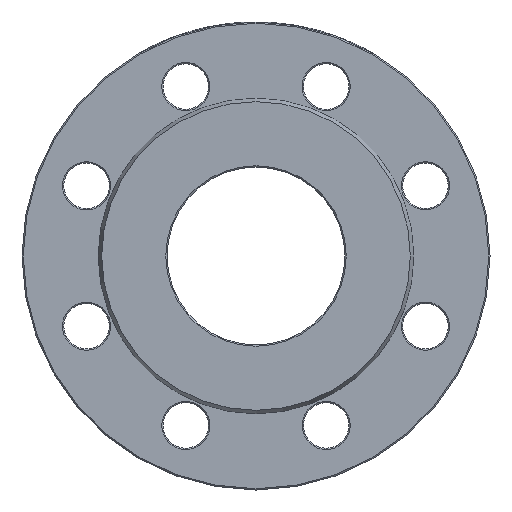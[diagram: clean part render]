
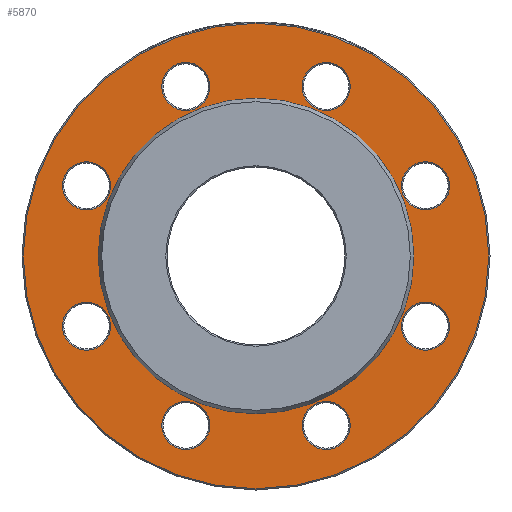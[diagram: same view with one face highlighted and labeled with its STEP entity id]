
A CAD part, left-side view. The second image highlights one B-rep face of the part: STEP entity #5870.
In plain terms, the highlighted planar face has unit normal (-1, 0, 0).
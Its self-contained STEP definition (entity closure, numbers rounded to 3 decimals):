
#89 = CARTESIAN_POINT ( 'NONE',  ( 3., -37.245, -66.981 ) ) ;
#105 = CIRCLE ( 'NONE', #587, 92. ) ;
#121 = EDGE_LOOP ( 'NONE', ( #474 ) ) ;
#167 = CARTESIAN_POINT ( 'NONE',  ( 3., -66.981, 37.245 ) ) ;
#201 = CARTESIAN_POINT ( 'NONE',  ( 3., 66.981, -37.245 ) ) ;
#276 = EDGE_CURVE ( 'NONE', #2917, #2917, #105, .T. ) ;
#342 = ORIENTED_EDGE ( 'NONE', *, *, #7177, .T. ) ;
#398 = CIRCLE ( 'NONE', #1243, 9.5 ) ;
#474 = ORIENTED_EDGE ( 'NONE', *, *, #6158, .T. ) ;
#559 = DIRECTION ( 'NONE',  ( 1., 0., 0. ) ) ;
#587 = AXIS2_PLACEMENT_3D ( 'NONE', #5277, #5888, #3595 ) ;
#780 = CARTESIAN_POINT ( 'NONE',  ( 3., -73.699, -21.027 ) ) ;
#902 = EDGE_LOOP ( 'NONE', ( #342 ) ) ;
#1012 = DIRECTION ( 'NONE',  ( 1., 0., 0. ) ) ;
#1243 = AXIS2_PLACEMENT_3D ( 'NONE', #1831, #4698, #1680 ) ;
#1272 = VERTEX_POINT ( 'NONE', #7197 ) ;
#1310 = AXIS2_PLACEMENT_3D ( 'NONE', #6259, #1012, #2848 ) ;
#1533 = ORIENTED_EDGE ( 'NONE', *, *, #2416, .T. ) ;
#1569 = ORIENTED_EDGE ( 'NONE', *, *, #276, .T. ) ;
#1650 = ORIENTED_EDGE ( 'NONE', *, *, #4996, .T. ) ;
#1665 = CARTESIAN_POINT ( 'NONE',  ( 3., 27.745, 66.981 ) ) ;
#1680 = DIRECTION ( 'NONE',  ( 0., -1., 0. ) ) ;
#1686 = CIRCLE ( 'NONE', #1310, 9.5 ) ;
#1692 = EDGE_LOOP ( 'NONE', ( #2910 ) ) ;
#1706 = CARTESIAN_POINT ( 'NONE',  ( 3., 37.245, 66.981 ) ) ;
#1729 = FACE_BOUND ( 'NONE', #7322, .T. ) ;
#1831 = CARTESIAN_POINT ( 'NONE',  ( 3., -27.745, -66.981 ) ) ;
#1835 = FACE_OUTER_BOUND ( 'NONE', #6844, .T. ) ;
#1853 = VERTEX_POINT ( 'NONE', #201 ) ;
#1875 = FACE_BOUND ( 'NONE', #4370, .T. ) ;
#1925 = CARTESIAN_POINT ( 'NONE',  ( 3., -66.981, -27.745 ) ) ;
#1965 = VERTEX_POINT ( 'NONE', #5365 ) ;
#2207 = CARTESIAN_POINT ( 'NONE',  ( 3., -66.981, 27.745 ) ) ;
#2282 = DIRECTION ( 'NONE',  ( 0., 0., 1. ) ) ;
#2341 = DIRECTION ( 'NONE',  ( 1., 0., 0. ) ) ;
#2416 = EDGE_CURVE ( 'NONE', #3350, #3350, #6110, .T. ) ;
#2464 = AXIS2_PLACEMENT_3D ( 'NONE', #4133, #2341, #4171 ) ;
#2758 = ORIENTED_EDGE ( 'NONE', *, *, #3067, .F. ) ;
#2848 = DIRECTION ( 'NONE',  ( 0., 0.707, 0.707 ) ) ;
#2850 = DIRECTION ( 'NONE',  ( 1., 0., 0. ) ) ;
#2910 = ORIENTED_EDGE ( 'NONE', *, *, #6947, .T. ) ;
#2917 = VERTEX_POINT ( 'NONE', #5111 ) ;
#2939 = FACE_BOUND ( 'NONE', #6185, .T. ) ;
#3004 = DIRECTION ( 'NONE',  ( 0., 0.707, -0.707 ) ) ;
#3067 = EDGE_CURVE ( 'NONE', #5256, #5256, #5869, .T. ) ;
#3069 = CIRCLE ( 'NONE', #4544, 9.5 ) ;
#3088 = CARTESIAN_POINT ( 'NONE',  ( 3., 0., 0. ) ) ;
#3206 = AXIS2_PLACEMENT_3D ( 'NONE', #6986, #559, #6381 ) ;
#3257 = DIRECTION ( 'NONE',  ( 0., 0., -1. ) ) ;
#3291 = ORIENTED_EDGE ( 'NONE', *, *, #7414, .T. ) ;
#3350 = VERTEX_POINT ( 'NONE', #1706 ) ;
#3428 = DIRECTION ( 'NONE',  ( 0., 1., 0. ) ) ;
#3449 = CIRCLE ( 'NONE', #6254, 9.5 ) ;
#3561 = FACE_BOUND ( 'NONE', #6998, .T. ) ;
#3575 = VERTEX_POINT ( 'NONE', #89 ) ;
#3595 = DIRECTION ( 'NONE',  ( 0., 0., -1. ) ) ;
#3732 = AXIS2_PLACEMENT_3D ( 'NONE', #5777, #7103, #3004 ) ;
#3835 = CARTESIAN_POINT ( 'NONE',  ( 3., 66.981, -27.745 ) ) ;
#4109 = DIRECTION ( 'NONE',  ( 1., 0., 0. ) ) ;
#4133 = CARTESIAN_POINT ( 'NONE',  ( 3., 62.399, 0. ) ) ;
#4171 = DIRECTION ( 'NONE',  ( 0., 0., -1. ) ) ;
#4187 = VERTEX_POINT ( 'NONE', #167 ) ;
#4343 = EDGE_CURVE ( 'NONE', #1965, #1965, #1686, .T. ) ;
#4365 = EDGE_LOOP ( 'NONE', ( #1650 ) ) ;
#4370 = EDGE_LOOP ( 'NONE', ( #3291 ) ) ;
#4535 = CARTESIAN_POINT ( 'NONE',  ( 3., 0., 62.399 ) ) ;
#4544 = AXIS2_PLACEMENT_3D ( 'NONE', #1925, #4109, #6700 ) ;
#4633 = FACE_BOUND ( 'NONE', #1692, .T. ) ;
#4698 = DIRECTION ( 'NONE',  ( 1., 0., 0. ) ) ;
#4735 = FACE_BOUND ( 'NONE', #121, .T. ) ;
#4774 = DIRECTION ( 'NONE',  ( -1., 0., 0. ) ) ;
#4870 = CARTESIAN_POINT ( 'NONE',  ( 3., 21.027, -73.699 ) ) ;
#4996 = EDGE_CURVE ( 'NONE', #1272, #1272, #6067, .T. ) ;
#5111 = CARTESIAN_POINT ( 'NONE',  ( 3., 0., -92. ) ) ;
#5182 = DIRECTION ( 'NONE',  ( 1., 0., 0. ) ) ;
#5256 = VERTEX_POINT ( 'NONE', #4535 ) ;
#5277 = CARTESIAN_POINT ( 'NONE',  ( 3., 0., 0. ) ) ;
#5279 = PLANE ( 'NONE',  #2464 ) ;
#5365 = CARTESIAN_POINT ( 'NONE',  ( 3., -21.027, 73.699 ) ) ;
#5777 = CARTESIAN_POINT ( 'NONE',  ( 3., 66.981, 27.745 ) ) ;
#5869 = CIRCLE ( 'NONE', #7084, 62.399 ) ;
#5870 = ADVANCED_FACE ( 'NONE', ( #7064, #3561, #6959, #2939, #4633, #7558, #1875, #4735, #1835, #1729 ), #5279, .F. ) ;
#5888 = DIRECTION ( 'NONE',  ( -1., 0., 0. ) ) ;
#5975 = ORIENTED_EDGE ( 'NONE', *, *, #4343, .T. ) ;
#5986 = ORIENTED_EDGE ( 'NONE', *, *, #6864, .T. ) ;
#6067 = CIRCLE ( 'NONE', #3732, 9.5 ) ;
#6110 = CIRCLE ( 'NONE', #6722, 9.5 ) ;
#6125 = AXIS2_PLACEMENT_3D ( 'NONE', #3835, #6168, #3257 ) ;
#6158 = EDGE_CURVE ( 'NONE', #1853, #1853, #7353, .T. ) ;
#6168 = DIRECTION ( 'NONE',  ( 1., 0., 0. ) ) ;
#6185 = EDGE_LOOP ( 'NONE', ( #5986 ) ) ;
#6254 = AXIS2_PLACEMENT_3D ( 'NONE', #2207, #5182, #2282 ) ;
#6259 = CARTESIAN_POINT ( 'NONE',  ( 3., -27.745, 66.981 ) ) ;
#6280 = EDGE_LOOP ( 'NONE', ( #5975 ) ) ;
#6381 = DIRECTION ( 'NONE',  ( 0., -0.707, -0.707 ) ) ;
#6520 = VERTEX_POINT ( 'NONE', #780 ) ;
#6700 = DIRECTION ( 'NONE',  ( 0., -0.707, 0.707 ) ) ;
#6722 = AXIS2_PLACEMENT_3D ( 'NONE', #1665, #2850, #3428 ) ;
#6844 = EDGE_LOOP ( 'NONE', ( #1569 ) ) ;
#6864 = EDGE_CURVE ( 'NONE', #4187, #4187, #3449, .T. ) ;
#6947 = EDGE_CURVE ( 'NONE', #6520, #6520, #3069, .T. ) ;
#6959 = FACE_BOUND ( 'NONE', #6280, .T. ) ;
#6986 = CARTESIAN_POINT ( 'NONE',  ( 3., 27.745, -66.981 ) ) ;
#6998 = EDGE_LOOP ( 'NONE', ( #1533 ) ) ;
#7064 = FACE_BOUND ( 'NONE', #4365, .T. ) ;
#7084 = AXIS2_PLACEMENT_3D ( 'NONE', #3088, #4774, #7107 ) ;
#7103 = DIRECTION ( 'NONE',  ( 1., 0., 0. ) ) ;
#7107 = DIRECTION ( 'NONE',  ( 0., 0., 1. ) ) ;
#7159 = VERTEX_POINT ( 'NONE', #4870 ) ;
#7177 = EDGE_CURVE ( 'NONE', #3575, #3575, #398, .T. ) ;
#7197 = CARTESIAN_POINT ( 'NONE',  ( 3., 73.699, 21.027 ) ) ;
#7322 = EDGE_LOOP ( 'NONE', ( #2758 ) ) ;
#7353 = CIRCLE ( 'NONE', #6125, 9.5 ) ;
#7414 = EDGE_CURVE ( 'NONE', #7159, #7159, #7478, .T. ) ;
#7478 = CIRCLE ( 'NONE', #3206, 9.5 ) ;
#7558 = FACE_BOUND ( 'NONE', #902, .T. ) ;
